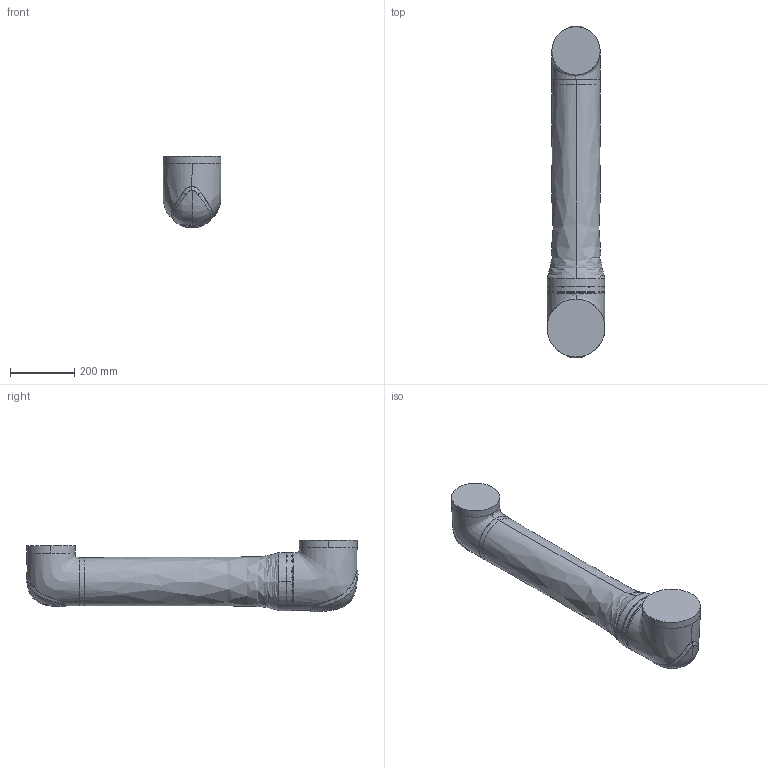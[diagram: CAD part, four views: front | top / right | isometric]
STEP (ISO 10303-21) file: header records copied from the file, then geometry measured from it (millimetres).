
FILE_DESCRIPTION (( 'STEP AP203' ), '1' );
FILE_NAME ('C-2003905_Default_sldprt.STEP', '2025-02-12T21:25:18', ( '' ), ( '' ), 'SwSTEP 2.0', 'SolidWorks 2019', '' );
FILE_SCHEMA (( 'CONFIG_CONTROL_DESIGN' ));
Length unit declared in the file: millimetre
Products named in the file (1): C-2003905_Default_sldprt
Bounding box: 180 x 1032.61 x 223 mm (x, y, z)
Volume: 21610277.3 mm3; surface area: 602440.3 mm2
Topology: 1 solids, 4 shells, 288 faces, 703 edges, 426 vertices
Faces by surface type: bspline 216, torus 24, cylinder 24, cone 14, plane 10
Entity records: 27201 total; most frequent: CARTESIAN_POINT 22036, ORIENTED_EDGE 1402, EDGE_CURVE 701, DIRECTION 500, B_SPLINE_CURVE_WITH_KNOTS 446, VERTEX_POINT 426, EDGE_LOOP 299, FACE_OUTER_BOUND 288
